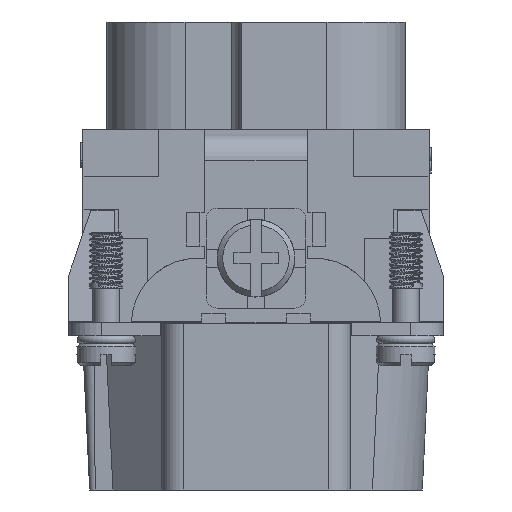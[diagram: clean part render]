
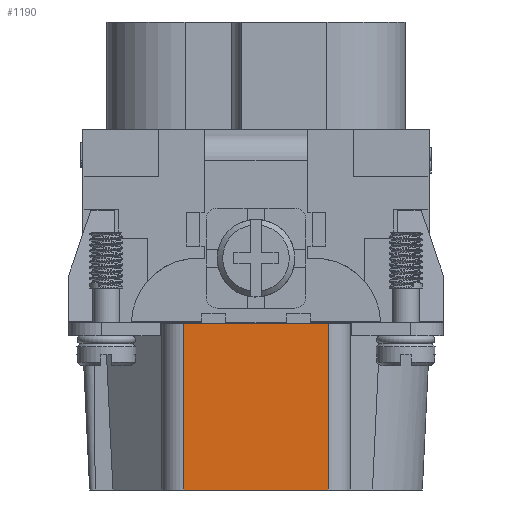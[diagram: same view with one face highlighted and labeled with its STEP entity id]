
A CAD part, left-side view. The second image highlights one B-rep face of the part: STEP entity #1190.
In plain terms, the highlighted planar face has unit normal (-1, 0, 0).
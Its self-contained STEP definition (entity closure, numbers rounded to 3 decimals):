
#1190=ADVANCED_FACE('',(#3060),#2270,.F.);
#2270=PLANE('',#21380);
#3060=FACE_OUTER_BOUND('',#4091,.T.);
#4091=EDGE_LOOP('',(#6803,#6804,#6805,#6806));
#6803=ORIENTED_EDGE('',*,*,#14614,.T.);
#6804=ORIENTED_EDGE('',*,*,#14615,.T.);
#6805=ORIENTED_EDGE('',*,*,#14612,.T.);
#6806=ORIENTED_EDGE('',*,*,#14559,.F.);
#12454=VERTEX_POINT('',#30401);
#12455=VERTEX_POINT('',#30403);
#12485=VERTEX_POINT('',#30633);
#12486=VERTEX_POINT('',#30637);
#14559=EDGE_CURVE('',#12454,#12455,#17333,.T.);
#14612=EDGE_CURVE('',#12485,#12455,#17370,.T.);
#14614=EDGE_CURVE('',#12454,#12486,#17371,.T.);
#14615=EDGE_CURVE('',#12486,#12485,#17372,.T.);
#17333=LINE('',#30402,#19448);
#17370=LINE('',#30632,#19485);
#17371=LINE('',#30636,#19486);
#17372=LINE('',#30638,#19487);
#19448=VECTOR('',#23825,1.);
#19485=VECTOR('',#23906,1.);
#19486=VECTOR('',#23911,1.);
#19487=VECTOR('',#23912,1.);
#21380=AXIS2_PLACEMENT_3D('',#30639,#23913,#23914);
#23825=DIRECTION('',(0.,1.,0.));
#23906=DIRECTION('',(0.,0.,-1.));
#23911=DIRECTION('',(0.,0.,1.));
#23912=DIRECTION('',(0.,1.,0.));
#23913=DIRECTION('',(1.,0.,0.));
#23914=DIRECTION('',(0.,0.,1.));
#30401=CARTESIAN_POINT('',(-40.95,-6.5,-12.7));
#30402=CARTESIAN_POINT('',(-40.95,-8.5,-12.7));
#30403=CARTESIAN_POINT('',(-40.95,6.5,-12.7));
#30632=CARTESIAN_POINT('',(-40.95,6.5,2.3));
#30633=CARTESIAN_POINT('',(-40.95,6.5,2.3));
#30636=CARTESIAN_POINT('',(-40.95,-6.5,2.3));
#30637=CARTESIAN_POINT('',(-40.95,-6.5,2.3));
#30638=CARTESIAN_POINT('',(-40.95,-8.5,2.3));
#30639=CARTESIAN_POINT('',(-40.95,-8.5,2.3));
